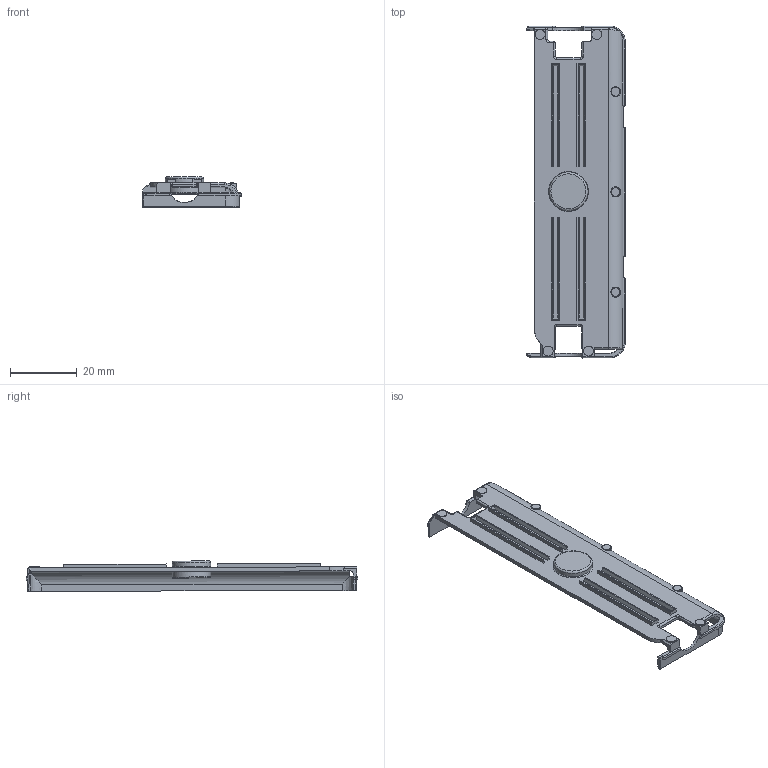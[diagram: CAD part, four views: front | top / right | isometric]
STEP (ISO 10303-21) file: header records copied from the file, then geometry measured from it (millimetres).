
FILE_DESCRIPTION(/* description */ (''),/* implementation_level */ '2;1');
FILE_NAME(/* name */ 'plaque bleu.stp',/* time_stamp */ '2021-05-05T12:23:39+02:00',/* author */ (''),/* organization */ (''),/* preprocessor_version */ 'ST-DEVELOPER v16.7',/* originating_system */ 'SIEMENS PLM Software NX 1926',/* authorisation */ '');
FILE_SCHEMA (('AUTOMOTIVE_DESIGN { 1 0 10303 214 3 1 1 1 }'));
Length unit declared in the file: millimetre
Products named in the file (1): fnor0A14F9E7mguv
Bounding box: 29.48 x 99.4 x 9.19 mm (x, y, z)
Volume: 3889 mm3; surface area: 7326.8 mm2
Topology: 1 solids, 1 shells, 258 faces, 670 edges, 411 vertices
Faces by surface type: plane 98, bspline 70, cylinder 64, sphere 13, cone 8, torus 3, extrusion 2
Full cylindrical faces by diameter (mm): 3 x4
Entity records: 9770 total; most frequent: CARTESIAN_POINT 4046, ORIENTED_EDGE 1266, DIRECTION 1036, EDGE_CURVE 633, VERTEX_POINT 402, AXIS2_PLACEMENT_3D 369, VECTOR 298, LINE 296
